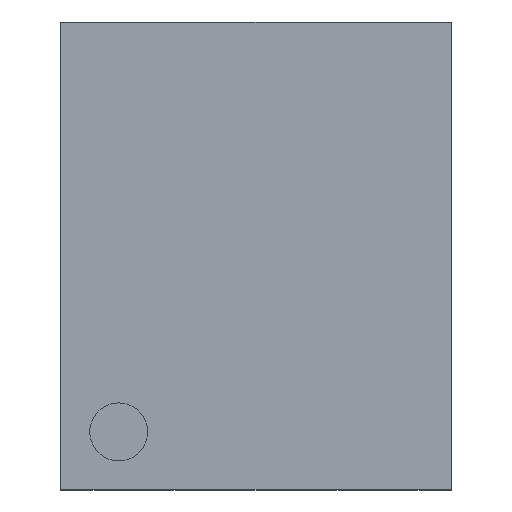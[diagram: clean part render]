
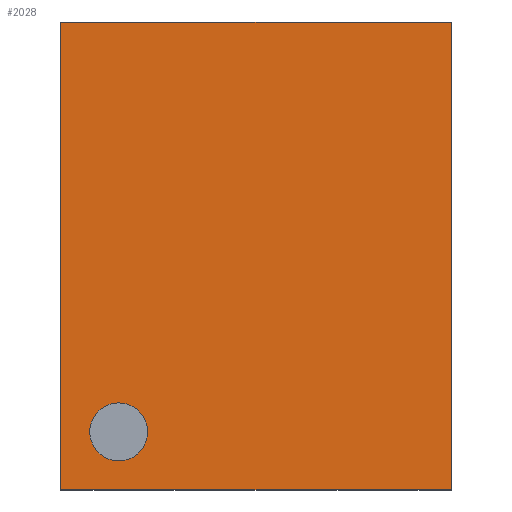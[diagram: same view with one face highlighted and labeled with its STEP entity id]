
A CAD part, top view. The second image highlights one B-rep face of the part: STEP entity #2028.
In plain terms, the highlighted planar face has unit normal (0, 0, 1).
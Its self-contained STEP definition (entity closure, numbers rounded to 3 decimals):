
#159=LINE($,#3028,#435);
#165=LINE($,#3039,#441);
#171=LINE($,#3047,#447);
#173=LINE($,#3050,#449);
#435=VECTOR($,#2467,5.05);
#441=VECTOR($,#2475,5.05);
#447=VECTOR($,#2483,6.05);
#449=VECTOR($,#2487,6.05);
#634=PLANE($,#2168);
#700=FACE_BOUND($,#876,.T.);
#755=FACE_OUTER_BOUND($,#875,.T.);
#875=EDGE_LOOP($,(#1700,#1701,#1702,#1703));
#876=EDGE_LOOP($,(#1704));
#942=CIRCLE($,#2115,0.375);
#946=VERTEX_POINT($,#2758);
#1036=VERTEX_POINT($,#3025);
#1037=VERTEX_POINT($,#3027);
#1040=VERTEX_POINT($,#3036);
#1041=VERTEX_POINT($,#3038);
#1134=EDGE_CURVE($,#946,#946,#942,.T.);
#1264=EDGE_CURVE($,#1037,#1036,#159,.T.);
#1270=EDGE_CURVE($,#1041,#1040,#165,.T.);
#1276=EDGE_CURVE($,#1040,#1037,#171,.T.);
#1278=EDGE_CURVE($,#1036,#1041,#173,.T.);
#1700=ORIENTED_EDGE($,*,*,#1264,.T.);
#1701=ORIENTED_EDGE($,*,*,#1278,.T.);
#1702=ORIENTED_EDGE($,*,*,#1270,.T.);
#1703=ORIENTED_EDGE($,*,*,#1276,.T.);
#1704=ORIENTED_EDGE($,*,*,#1134,.T.);
#2028=ADVANCED_FACE($,(#755,#700),#634,.T.);
#2115=AXIS2_PLACEMENT_3D($,#2759,#2240,#2241);
#2168=AXIS2_PLACEMENT_3D($,#3052,#2490,#2491);
#2240=DIRECTION('center_axis',(0.,0.,-1.));
#2241=DIRECTION('ref_axis',(-1.,0.,0.));
#2467=DIRECTION($,(-1.,0.,0.));
#2475=DIRECTION($,(1.,0.,0.));
#2483=DIRECTION($,(0.,1.,0.));
#2487=DIRECTION($,(0.,-1.,0.));
#2490=DIRECTION('center_axis',(0.,0.,1.));
#2491=DIRECTION('ref_axis',(1.,0.,0.));
#2758=CARTESIAN_POINT('',(-1.4,-2.275,0.8));
#2759=CARTESIAN_POINT('Origin',(-1.775,-2.275,0.8));
#3025=CARTESIAN_POINT('',(-2.525,3.025,0.8));
#3027=CARTESIAN_POINT('',(2.525,3.025,0.8));
#3028=CARTESIAN_POINT($,(-2.525,3.025,0.8));
#3036=CARTESIAN_POINT('',(2.525,-3.025,0.8));
#3038=CARTESIAN_POINT('',(-2.525,-3.025,0.8));
#3039=CARTESIAN_POINT($,(2.525,-3.025,0.8));
#3047=CARTESIAN_POINT($,(2.525,3.025,0.8));
#3050=CARTESIAN_POINT($,(-2.525,-3.025,0.8));
#3052=CARTESIAN_POINT('Origin',(0.,0.,0.8));
